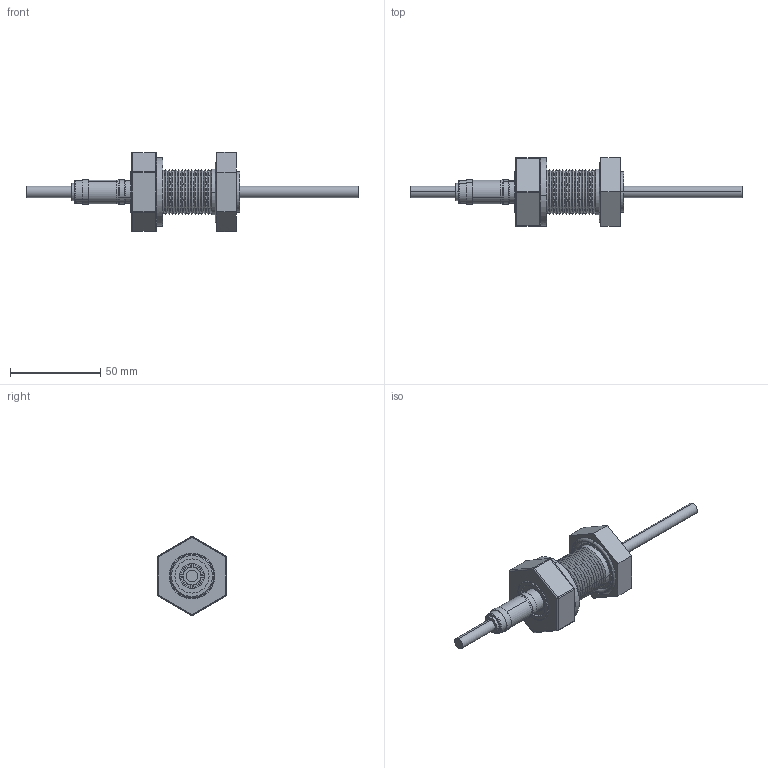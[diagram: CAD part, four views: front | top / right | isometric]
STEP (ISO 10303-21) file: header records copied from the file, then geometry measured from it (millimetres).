
FILE_DESCRIPTION (( 'STEP AP203' ), '1' );
FILE_NAME ('A0543-1-BP.STEP', '2013-06-10T11:13:32', ( '' ), ( '' ), 'SwSTEP 2.0', 'SolidWorks 2012', '' );
FILE_SCHEMA (( 'CONFIG_CONTROL_DESIGN' ));
Length unit declared in the file: inch
Products named in the file (1): A0543-1-BP
Bounding box: 184.15 x 38.1 x 43.99 mm (x, y, z)
Volume: 43562.5 mm3; surface area: 26068.2 mm2
Topology: 1 solids, 8 shells, 305 faces, 667 edges, 383 vertices
Faces by surface type: cone 152, cylinder 74, plane 53, torus 14, sphere 12
Entity records: 8541 total; most frequent: DIRECTION 1635, CARTESIAN_POINT 1565, ORIENTED_EDGE 1318, AXIS2_PLACEMENT_3D 680, EDGE_CURVE 659, VERTEX_POINT 379, CIRCLE 374, EDGE_LOOP 332
